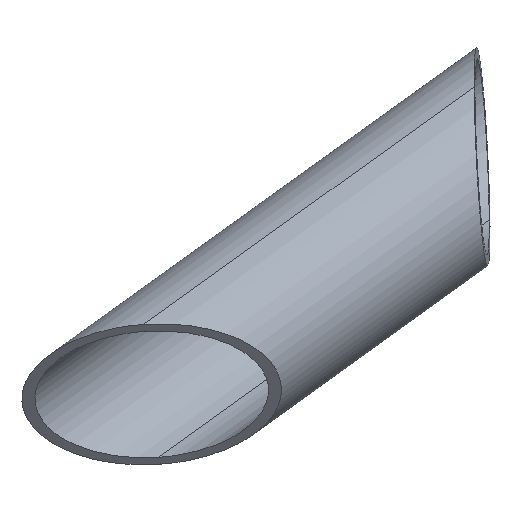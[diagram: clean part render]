
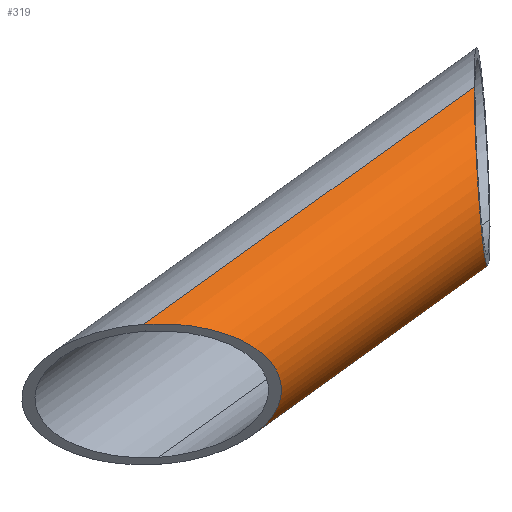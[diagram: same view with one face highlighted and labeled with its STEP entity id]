
A CAD part, isometric view. The second image highlights one B-rep face of the part: STEP entity #319.
In plain terms, the highlighted cylindrical face has radius 15 mm (diameter 30 mm), a partial arc.
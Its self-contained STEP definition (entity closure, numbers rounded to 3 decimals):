
#183=CARTESIAN_POINT('Control Point',(-1494.188,144.978,1038.75)) ;
#184=CARTESIAN_POINT('Control Point',(-1495.426,143.731,1038.598)) ;
#185=CARTESIAN_POINT('Control Point',(-1496.648,142.484,1038.318)) ;
#186=CARTESIAN_POINT('Control Point',(-1497.845,141.245,1037.909)) ;
#187=CARTESIAN_POINT('Control Point',(-1500.033,138.95,1036.897)) ;
#188=CARTESIAN_POINT('Control Point',(-1502.049,136.767,1035.403)) ;
#189=CARTESIAN_POINT('Control Point',(-1502.946,135.779,1034.595)) ;
#190=CARTESIAN_POINT('Control Point',(-1504.329,134.219,1033.064)) ;
#191=CARTESIAN_POINT('Control Point',(-1505.481,132.849,1031.207)) ;
#192=CARTESIAN_POINT('Control Point',(-1505.896,132.342,1030.419)) ;
#193=CARTESIAN_POINT('Control Point',(-1506.565,131.489,1028.871)) ;
#194=CARTESIAN_POINT('Control Point',(-1507.025,130.824,1027.165)) ;
#195=CARTESIAN_POINT('Control Point',(-1507.187,130.565,1026.353)) ;
#196=CARTESIAN_POINT('Control Point',(-1507.399,130.148,1024.666)) ;
#197=CARTESIAN_POINT('Control Point',(-1507.369,129.966,1022.926)) ;
#198=CARTESIAN_POINT('Control Point',(-1507.288,129.939,1022.044)) ;
#199=CARTESIAN_POINT('Control Point',(-1507.045,130.004,1020.59)) ;
#200=CARTESIAN_POINT('Control Point',(-1506.634,130.242,1019.198)) ;
#201=CARTESIAN_POINT('Control Point',(-1506.444,130.364,1018.653)) ;
#202=CARTESIAN_POINT('Control Point',(-1505.881,130.753,1017.26)) ;
#203=CARTESIAN_POINT('Control Point',(-1505.173,131.301,1015.987)) ;
#204=CARTESIAN_POINT('Control Point',(-1504.687,131.694,1015.25)) ;
#205=CARTESIAN_POINT('Control Point',(-1503.312,132.84,1013.46)) ;
#206=CARTESIAN_POINT('Control Point',(-1501.73,134.237,1012.042)) ;
#207=CARTESIAN_POINT('Control Point',(-1500.699,135.171,1011.303)) ;
#208=CARTESIAN_POINT('Control Point',(-1498.662,137.05,1010.131)) ;
#209=CARTESIAN_POINT('Control Point',(-1496.547,139.059,1009.4)) ;
#210=CARTESIAN_POINT('Control Point',(-1495.526,140.042,1009.145)) ;
#211=CARTESIAN_POINT('Control Point',(-1493.908,141.616,1008.885)) ;
#212=CARTESIAN_POINT('Control Point',(-1492.295,143.212,1008.845)) ;
#213=CARTESIAN_POINT('Control Point',(-1491.704,143.8,1008.859)) ;
#214=CARTESIAN_POINT('Control Point',(-1491.116,144.389,1008.902)) ;
#215=CARTESIAN_POINT('Control Point',(-1490.532,144.978,1008.974)) ;
#216=CARTESIAN_POINT('Vertex',(-1494.188,144.978,1038.75)) ;
#218=CARTESIAN_POINT('Vertex',(-1490.532,144.978,1008.974)) ;
#265=CARTESIAN_POINT('Axis2P3D Location',(-497841.656,144.978,-59920.168)) ;
#270=CARTESIAN_POINT('Line Origine',(-1532.298,144.978,1034.071)) ;
#274=CARTESIAN_POINT('Vertex',(-1570.408,144.978,1029.392)) ;
#278=CARTESIAN_POINT('Control Point',(-1570.408,144.978,1029.392)) ;
#279=CARTESIAN_POINT('Control Point',(-1569.17,143.731,1029.544)) ;
#280=CARTESIAN_POINT('Control Point',(-1567.916,142.484,1029.567)) ;
#281=CARTESIAN_POINT('Control Point',(-1566.656,141.245,1029.46)) ;
#282=CARTESIAN_POINT('Control Point',(-1564.288,138.95,1029.007)) ;
#283=CARTESIAN_POINT('Control Point',(-1561.97,136.767,1028.046)) ;
#284=CARTESIAN_POINT('Control Point',(-1560.905,135.779,1027.478)) ;
#285=CARTESIAN_POINT('Control Point',(-1559.192,134.219,1026.327)) ;
#286=CARTESIAN_POINT('Control Point',(-1557.625,132.849,1024.805)) ;
#287=CARTESIAN_POINT('Control Point',(-1557.032,132.342,1024.141)) ;
#288=CARTESIAN_POINT('Control Point',(-1556.008,131.489,1022.8)) ;
#289=CARTESIAN_POINT('Control Point',(-1555.149,130.824,1021.256)) ;
#290=CARTESIAN_POINT('Control Point',(-1554.796,130.565,1020.507)) ;
#291=CARTESIAN_POINT('Control Point',(-1554.182,130.148,1018.922)) ;
#292=CARTESIAN_POINT('Control Point',(-1553.79,129.966,1017.226)) ;
#293=CARTESIAN_POINT('Control Point',(-1553.655,129.939,1016.351)) ;
#294=CARTESIAN_POINT('Control Point',(-1553.464,130.046,1013.92)) ;
#295=CARTESIAN_POINT('Control Point',(-1553.759,130.628,1011.54)) ;
#296=CARTESIAN_POINT('Control Point',(-1554.132,131.173,1010.111)) ;
#297=CARTESIAN_POINT('Control Point',(-1555.159,132.514,1007.469)) ;
#298=CARTESIAN_POINT('Control Point',(-1556.629,134.237,1005.301)) ;
#299=CARTESIAN_POINT('Control Point',(-1557.45,135.171,1004.334)) ;
#300=CARTESIAN_POINT('Control Point',(-1559.613,137.571,1002.252)) ;
#301=CARTESIAN_POINT('Control Point',(-1562.074,140.186,1000.837)) ;
#302=CARTESIAN_POINT('Control Point',(-1563.594,141.77,1000.219)) ;
#303=CARTESIAN_POINT('Control Point',(-1565.16,143.374,999.811)) ;
#304=CARTESIAN_POINT('Control Point',(-1566.752,144.978,999.615)) ;
#305=CARTESIAN_POINT('Vertex',(-1566.752,144.978,999.615)) ;
#308=CARTESIAN_POINT('Line Origine',(-1528.642,144.978,1004.294)) ;
#272=VECTOR('Line Direction',#271,1.) ;
#310=VECTOR('Line Direction',#309,1.) ;
#266=DIRECTION('Axis2P3D Direction',(0.993,0.,0.122)) ;
#267=DIRECTION('Axis2P3D XDirection',(-0.122,0.,0.993)) ;
#271=DIRECTION('Vector Direction',(0.993,0.,0.122)) ;
#309=DIRECTION('Vector Direction',(0.993,0.,0.122)) ;
#268=AXIS2_PLACEMENT_3D('Cylinder Axis2P3D',#265,#266,#267) ;
#273=LINE('Line',#270,#272) ;
#311=LINE('Line',#308,#310) ;
#269=CYLINDRICAL_SURFACE('generated cylinder',#268,15.) ;
#220=EDGE_CURVE('',#217,#219,#182,.T.) ;
#276=EDGE_CURVE('',#275,#217,#273,.T.) ;
#307=EDGE_CURVE('',#275,#306,#277,.T.) ;
#312=EDGE_CURVE('',#306,#219,#311,.T.) ;
#313=EDGE_LOOP('',(#314,#315,#316,#317)) ;
#314=ORIENTED_EDGE('',*,*,#276,.F.) ;
#315=ORIENTED_EDGE('',*,*,#307,.T.) ;
#316=ORIENTED_EDGE('',*,*,#312,.T.) ;
#317=ORIENTED_EDGE('',*,*,#220,.F.) ;
#217=VERTEX_POINT('',#216) ;
#219=VERTEX_POINT('',#218) ;
#275=VERTEX_POINT('',#274) ;
#306=VERTEX_POINT('',#305) ;
#319=ADVANCED_FACE('Corps principal',(#318),#269,.T.) ;
#182=B_SPLINE_CURVE_WITH_KNOTS('',5,(#183,#184,#185,#186,#187,#188,#189,#190,#191,#192,#193,#194,#195,#196,#197,#198,#199,#200,#201,#202,#203,#204,#205,#206,#207,#208,#209,#210,#211,#212,#213,#214,#215),.UNSPECIFIED.,.F.,.U.,(6,3,3,3,3,3,3,3,3,3,6),(0.,12.473,23.453,30.665,36.763,42.983,47.142,53.936,64.993,75.143,81.033),.UNSPECIFIED.) ;
#277=B_SPLINE_CURVE_WITH_KNOTS('',5,(#278,#279,#280,#281,#282,#283,#284,#285,#286,#287,#288,#289,#290,#291,#292,#293,#294,#295,#296,#297,#298,#299,#300,#301,#302,#303,#304),.UNSPECIFIED.,.F.,.U.,(6,3,3,3,3,3,3,3,6),(0.,12.473,23.453,30.665,36.763,42.983,53.936,64.993,81.033),.UNSPECIFIED.) ;
#318=FACE_OUTER_BOUND('',#313,.T.) ;
